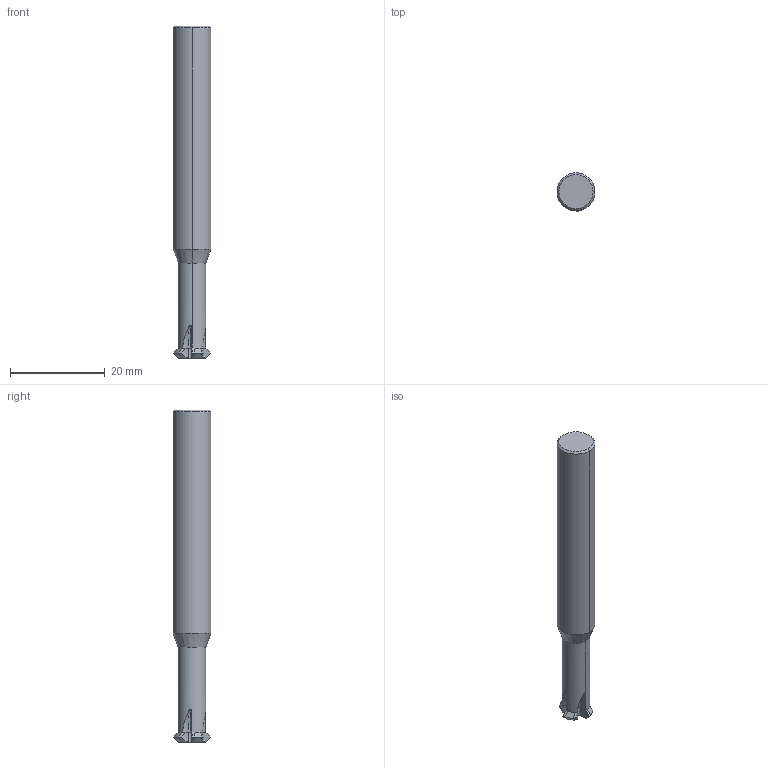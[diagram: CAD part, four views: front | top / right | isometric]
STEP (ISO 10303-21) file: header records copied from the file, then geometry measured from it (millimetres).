
FILE_DESCRIPTION(('no description'),'unknown implementation level');
FILE_NAME('BCU1-M10-0023-8-Detail.stp',' ',('CIMSOURCE GmbH'),('CADClick - KiM GmbH - www.kimweb.de'),'unknown preprocess','ACIS','unknown authorization');
FILE_SCHEMA(('automotive_design'));
Length unit declared in the file: millimetre
Products named in the file (5): NOCUT; CUT
Bounding box: 8 x 8 x 70 mm (x, y, z)
Volume: 2984.9 mm3; surface area: 1813 mm2
Topology: 5 solids, 5 shells, 126 faces, 318 edges, 202 vertices
Faces by surface type: plane 54, cylinder 36, cone 24, torus 12
Entity records: 7870 total; most frequent: CARTESIAN_POINT 1131, DIRECTION 662, STYLED_ITEM 651, PRESENTATION_STYLE_ASSIGNMENT 651, COLOUR_RGB 651, ORIENTED_EDGE 636, EDGE_CURVE 318, CURVE_STYLE 318
